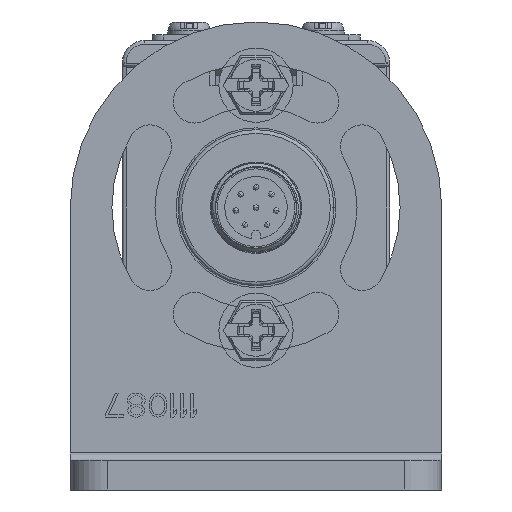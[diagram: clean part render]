
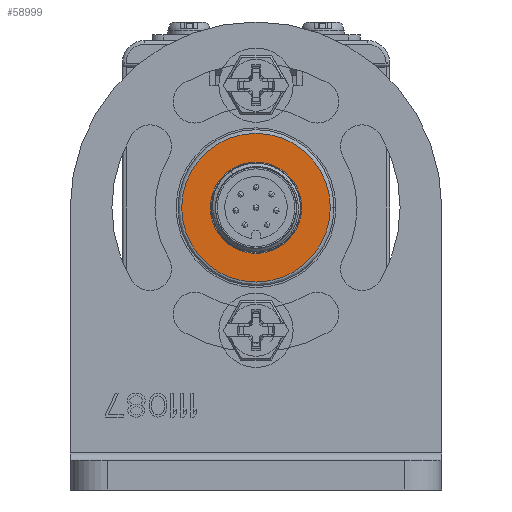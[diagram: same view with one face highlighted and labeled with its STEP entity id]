
A CAD part, front view. The second image highlights one B-rep face of the part: STEP entity #58999.
In plain terms, the highlighted planar face has unit normal (0, -1, 0).
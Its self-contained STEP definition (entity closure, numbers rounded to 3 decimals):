
#3124=CARTESIAN_POINT('',(0.,-813.,22.5));
#3125=DIRECTION('',(0.,-1.,0.));
#3126=DIRECTION('',(1.,0.,0.));
#3127=AXIS2_PLACEMENT_3D('',#3124,#3125,#3126);
#3139=CARTESIAN_POINT('',(0.,-813.,22.5));
#3140=DIRECTION('',(0.,-1.,0.));
#3141=DIRECTION('',(1.,0.,0.));
#3142=AXIS2_PLACEMENT_3D('',#3139,#3140,#3141);
#3144=CARTESIAN_POINT('',(0.,-813.,22.5));
#3145=DIRECTION('',(0.,-1.,0.));
#3146=DIRECTION('',(-1.,0.,0.));
#3147=AXIS2_PLACEMENT_3D('',#3144,#3145,#3146);
#3149=CARTESIAN_POINT('',(0.,-813.,22.5));
#3150=DIRECTION('',(0.,-1.,0.));
#3151=DIRECTION('',(-1.,0.,0.));
#3152=AXIS2_PLACEMENT_3D('',#3149,#3150,#3151);
#52718=CARTESIAN_POINT('',(6.15,-813.,22.5));
#52719=CARTESIAN_POINT('',(-6.15,-813.,22.5));
#52720=VERTEX_POINT('',#52718);
#52721=VERTEX_POINT('',#52719);
#52914=CARTESIAN_POINT('',(10.,-813.,22.5));
#52915=CARTESIAN_POINT('',(-10.,-813.,22.5));
#52916=VERTEX_POINT('',#52914);
#52917=VERTEX_POINT('',#52915);
#58983=CARTESIAN_POINT('',(0.,-813.,0.));
#58984=DIRECTION('',(0.,-1.,0.));
#58985=DIRECTION('',(1.,0.,0.));
#58986=AXIS2_PLACEMENT_3D('',#58983,#58984,#58985);
#58987=PLANE('',#58986);
#58988=ORIENTED_EDGE('',*,*,#58973,.F.);
#58990=ORIENTED_EDGE('',*,*,#58989,.F.);
#58991=EDGE_LOOP('',(#58988,#58990));
#58992=FACE_OUTER_BOUND('',#58991,.F.);
#58994=ORIENTED_EDGE('',*,*,#58993,.T.);
#58996=ORIENTED_EDGE('',*,*,#58995,.T.);
#58997=EDGE_LOOP('',(#58994,#58996));
#58998=FACE_BOUND('',#58997,.F.);
#58999=ADVANCED_FACE('',(#58992,#58998),#58987,.T.);
#3128=CIRCLE('',#3127,10.);
#3143=CIRCLE('',#3142,6.15);
#3148=CIRCLE('',#3147,6.15);
#3153=CIRCLE('',#3152,10.);
#58973=EDGE_CURVE('',#52916,#52917,#3128,.T.);
#58989=EDGE_CURVE('',#52917,#52916,#3153,.T.);
#58993=EDGE_CURVE('',#52720,#52721,#3143,.T.);
#58995=EDGE_CURVE('',#52721,#52720,#3148,.T.);
